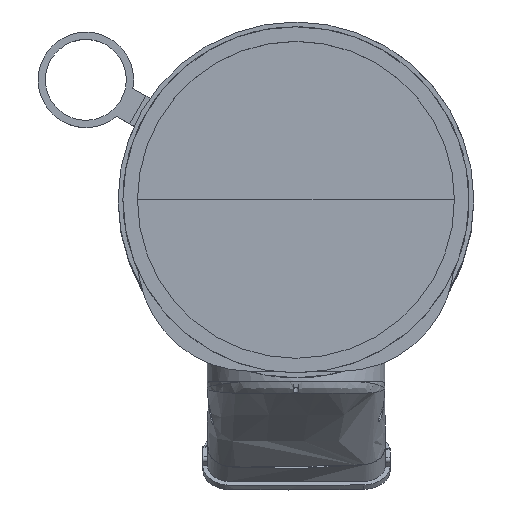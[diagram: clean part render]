
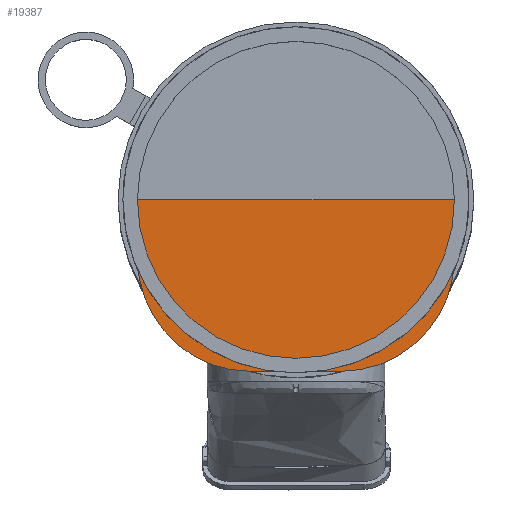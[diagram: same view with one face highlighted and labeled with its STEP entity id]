
A CAD part, top view. The second image highlights one B-rep face of the part: STEP entity #19387.
In plain terms, the highlighted planar face has unit normal (0, 0, 1).
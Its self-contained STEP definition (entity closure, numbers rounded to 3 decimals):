
#1306=PLANE('',#21198);
#2423=FACE_OUTER_BOUND('',#3609,.T.);
#3609=EDGE_LOOP('',(#17721,#17722,#17723,#17724,#17725,#17726));
#5205=LINE('',#37760,#6800);
#5208=LINE('',#37766,#6803);
#5209=LINE('',#37768,#6804);
#5210=LINE('',#37770,#6805);
#6800=VECTOR('',#26188,10.);
#6803=VECTOR('',#26193,10.);
#6804=VECTOR('',#26194,10.);
#6805=VECTOR('',#26195,10.);
#7708=CIRCLE('',#21195,35.);
#7710=CIRCLE('',#21199,35.);
#9480=VERTEX_POINT('',#37750);
#9481=VERTEX_POINT('',#37751);
#9484=VERTEX_POINT('',#37759);
#9486=VERTEX_POINT('',#37765);
#9487=VERTEX_POINT('',#37767);
#9488=VERTEX_POINT('',#37769);
#12244=EDGE_CURVE('',#9480,#9481,#7708,.F.);
#12248=EDGE_CURVE('',#9481,#9484,#5205,.F.);
#12251=EDGE_CURVE('',#9486,#9480,#5208,.F.);
#12252=EDGE_CURVE('',#9487,#9486,#5209,.T.);
#12253=EDGE_CURVE('',#9487,#9488,#5210,.T.);
#12254=EDGE_CURVE('',#9484,#9488,#7710,.F.);
#17721=ORIENTED_EDGE('',*,*,#12244,.F.);
#17722=ORIENTED_EDGE('',*,*,#12251,.F.);
#17723=ORIENTED_EDGE('',*,*,#12252,.F.);
#17724=ORIENTED_EDGE('',*,*,#12253,.T.);
#17725=ORIENTED_EDGE('',*,*,#12254,.F.);
#17726=ORIENTED_EDGE('',*,*,#12248,.F.);
#19387=ADVANCED_FACE('',(#2423),#1306,.T.);
#21195=AXIS2_PLACEMENT_3D('',#37752,#26180,#26181);
#21198=AXIS2_PLACEMENT_3D('',#37764,#26191,#26192);
#21199=AXIS2_PLACEMENT_3D('',#37771,#26196,#26197);
#26180=DIRECTION('center_axis',(0.,0.,1.));
#26181=DIRECTION('ref_axis',(0.707,-0.707,0.));
#26188=DIRECTION('',(1.,0.,0.));
#26191=DIRECTION('center_axis',(0.,0.,1.));
#26192=DIRECTION('ref_axis',(-1.,0.,0.));
#26193=DIRECTION('',(0.,1.,0.));
#26194=DIRECTION('',(1.,0.,0.));
#26195=DIRECTION('',(0.,-1.,0.));
#26196=DIRECTION('center_axis',(0.,0.,1.));
#26197=DIRECTION('ref_axis',(-0.707,-0.707,0.));
#37750=CARTESIAN_POINT('',(49.,-18.,71.9));
#37751=CARTESIAN_POINT('',(14.,-53.,71.9));
#37752=CARTESIAN_POINT('Origin',(14.,-18.,71.9));
#37759=CARTESIAN_POINT('',(-14.,-53.,71.9));
#37760=CARTESIAN_POINT('',(0.,-53.,71.9));
#37764=CARTESIAN_POINT('Origin',(49.,0.,71.9));
#37765=CARTESIAN_POINT('',(49.,0.,71.9));
#37766=CARTESIAN_POINT('',(49.,0.,71.9));
#37767=CARTESIAN_POINT('',(-49.,0.,71.9));
#37768=CARTESIAN_POINT('',(0.,0.,71.9));
#37769=CARTESIAN_POINT('',(-49.,-18.,71.9));
#37770=CARTESIAN_POINT('',(-49.,0.,71.9));
#37771=CARTESIAN_POINT('Origin',(-14.,-18.,71.9));
